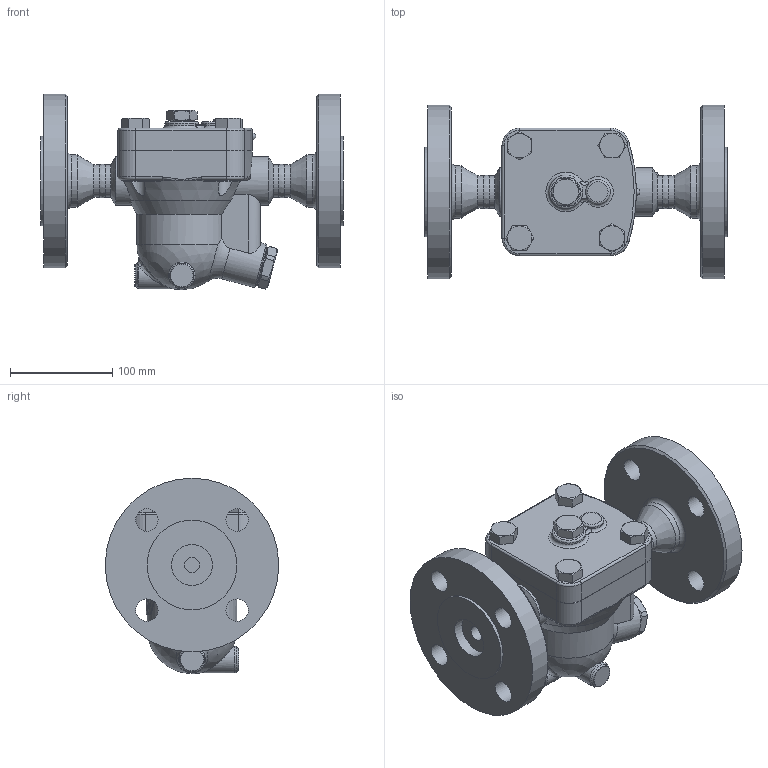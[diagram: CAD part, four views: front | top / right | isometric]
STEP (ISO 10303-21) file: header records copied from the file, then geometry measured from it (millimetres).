
FILE_DESCRIPTION((''),'2;1');
FILE_NAME('j5rhp-040-e0100-00.stp','2011-09-30T10:55:34',('asada'),(''),'Autodesk Inventor 2012','Autodesk Inventor 2012','');
FILE_SCHEMA(('AUTOMOTIVE_DESIGN { 1 0 10303 214 1 1 1 1 }'));
Length unit declared in the file: millimetre
Products named in the file (1): j5rhp-040-e0100-00
Bounding box: 296 x 170 x 191.45 mm (x, y, z)
Volume: 2772939.3 mm3; surface area: 260388 mm2
Topology: 1 solids, 1 shells, 295 faces, 724 edges, 456 vertices
Faces by surface type: plane 105, cylinder 82, cone 41, bspline 35, torus 30, sphere 2
Full cylindrical faces by diameter (mm): 15 x2, 16 x8, 18 x4, 21 x1, 22 x10, 24 x1, 26 x1, 32 x4, 33 x1, 38 x1, 40 x2, 44 x1, 48 x2, 80 x1, 88 x2, 170 x2
Entity records: 13755 total; most frequent: CARTESIAN_POINT 7531, ORIENTED_EDGE 1254, DIRECTION 1226, EDGE_CURVE 627, AXIS2_PLACEMENT_3D 531, VERTEX_POINT 431, EDGE_LOOP 416, FACE_OUTER_BOUND 295
